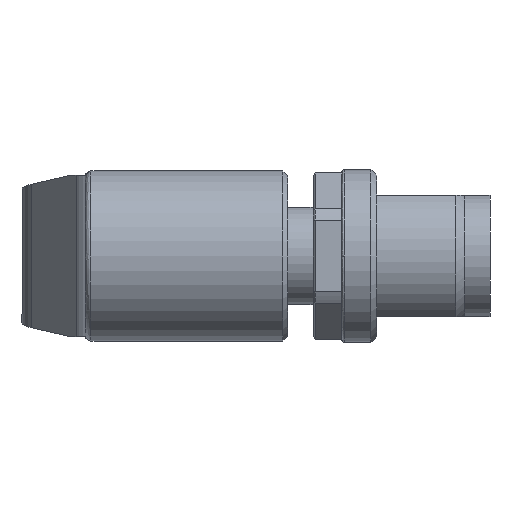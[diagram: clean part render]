
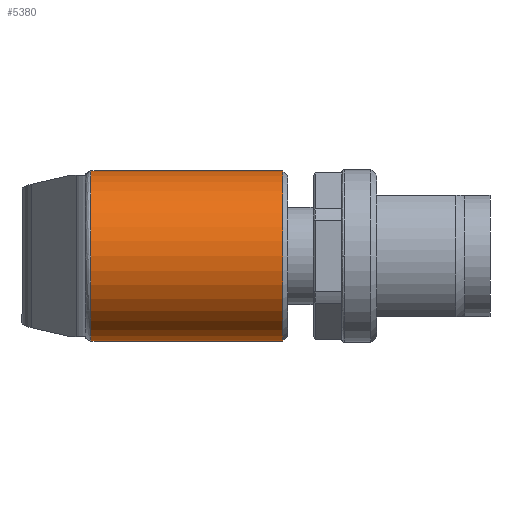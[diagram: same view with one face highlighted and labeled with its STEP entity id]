
A CAD part, left-side view. The second image highlights one B-rep face of the part: STEP entity #5380.
In plain terms, the highlighted cylindrical face has radius 7.35 mm (diameter 14.7 mm), a partial arc.
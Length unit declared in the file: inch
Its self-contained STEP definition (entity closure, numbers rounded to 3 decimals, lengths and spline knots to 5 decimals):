
#6 = CARTESIAN_POINT ( 'NONE',  ( 0., 0., 0.01575 ) ) ;
#538 = CARTESIAN_POINT ( 'NONE',  ( 0.28937, 0., 0.66929 ) ) ;
#573 = VERTEX_POINT ( 'NONE', #8844 ) ;
#734 = AXIS2_PLACEMENT_3D ( 'NONE', #2643, #7993, #3416 ) ;
#783 = DIRECTION ( 'NONE',  ( 1., 0., 0. ) ) ;
#1561 = DIRECTION ( 'NONE',  ( 0., 0., 1. ) ) ;
#1796 = AXIS2_PLACEMENT_3D ( 'NONE', #3237, #5491, #6991 ) ;
#1831 = EDGE_LOOP ( 'NONE', ( #4835, #8329, #4867, #9155 ) ) ;
#1915 = EDGE_CURVE ( 'NONE', #4822, #4842, #3838, .T. ) ;
#2244 = FACE_OUTER_BOUND ( 'NONE', #1831, .T. ) ;
#2643 = CARTESIAN_POINT ( 'NONE',  ( 0., 0., 0.66929 ) ) ;
#2812 = CARTESIAN_POINT ( 'NONE',  ( -0.28937, 0., 0.66929 ) ) ;
#3237 = CARTESIAN_POINT ( 'NONE',  ( 0., 0., 0. ) ) ;
#3416 = DIRECTION ( 'NONE',  ( 1., 0., 0. ) ) ;
#3719 = EDGE_CURVE ( 'NONE', #4140, #4842, #8863, .T. ) ;
#3838 = CIRCLE ( 'NONE', #734, 0.28937 ) ;
#4058 = CYLINDRICAL_SURFACE ( 'NONE', #1796, 0.28937 ) ;
#4110 = EDGE_CURVE ( 'NONE', #573, #4822, #8251, .T. ) ;
#4140 = VERTEX_POINT ( 'NONE', #8484 ) ;
#4822 = VERTEX_POINT ( 'NONE', #2812 ) ;
#4835 = ORIENTED_EDGE ( 'NONE', *, *, #4991, .T. ) ;
#4842 = VERTEX_POINT ( 'NONE', #538 ) ;
#4867 = ORIENTED_EDGE ( 'NONE', *, *, #1915, .T. ) ;
#4991 = EDGE_CURVE ( 'NONE', #4140, #573, #7167, .T. ) ;
#5351 = DIRECTION ( 'NONE',  ( 0., 0., 1. ) ) ;
#5380 = ADVANCED_FACE ( 'NONE', ( #2244 ), #4058, .T. ) ;
#5491 = DIRECTION ( 'NONE',  ( 0., 0., 1. ) ) ;
#5755 = CARTESIAN_POINT ( 'NONE',  ( 0.28937, 0., 0. ) ) ;
#5962 = VECTOR ( 'NONE', #1561, 39.37008 ) ;
#6816 = VECTOR ( 'NONE', #9613, 39.37008 ) ;
#6991 = DIRECTION ( 'NONE',  ( 1., 0., 0. ) ) ;
#7167 = CIRCLE ( 'NONE', #7809, 0.28937 ) ;
#7667 = CARTESIAN_POINT ( 'NONE',  ( -0.28937, 0., 0. ) ) ;
#7809 = AXIS2_PLACEMENT_3D ( 'NONE', #6, #5351, #783 ) ;
#7993 = DIRECTION ( 'NONE',  ( 0., 0., -1. ) ) ;
#8251 = LINE ( 'NONE', #7667, #5962 ) ;
#8329 = ORIENTED_EDGE ( 'NONE', *, *, #4110, .T. ) ;
#8484 = CARTESIAN_POINT ( 'NONE',  ( 0.28937, 0., 0.01575 ) ) ;
#8844 = CARTESIAN_POINT ( 'NONE',  ( -0.28937, 0., 0.01575 ) ) ;
#8863 = LINE ( 'NONE', #5755, #6816 ) ;
#9155 = ORIENTED_EDGE ( 'NONE', *, *, #3719, .F. ) ;
#9613 = DIRECTION ( 'NONE',  ( 0., 0., 1. ) ) ;
